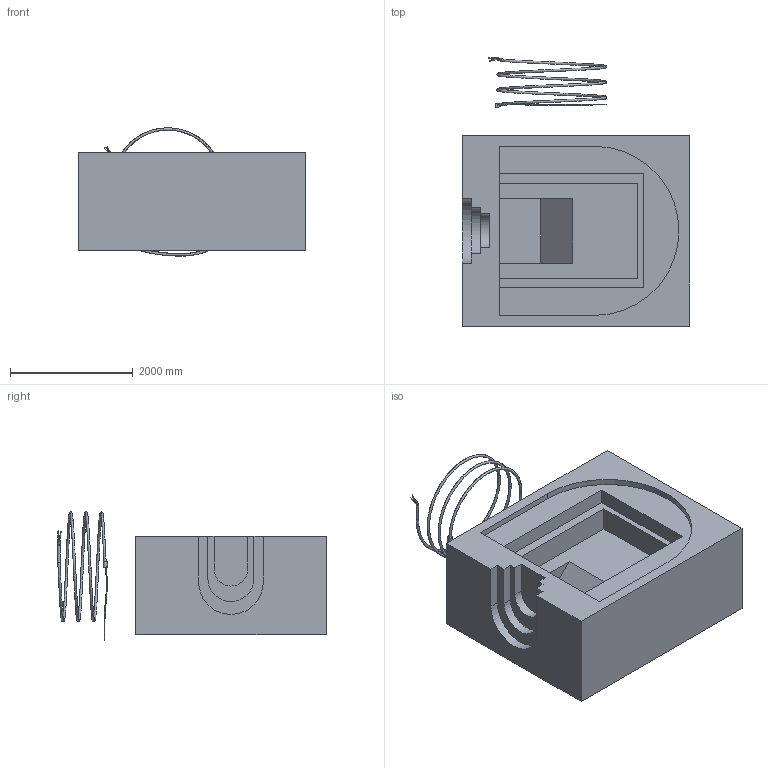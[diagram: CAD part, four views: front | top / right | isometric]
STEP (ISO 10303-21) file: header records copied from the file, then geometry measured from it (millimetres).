
FILE_DESCRIPTION(/* description */ (''),/* implementation_level */ '2;1');
FILE_NAME(/* name */ '13846.000X_3D.stp',/* time_stamp */ '2025-02-21T13:29:21+01:00',/* author */ ('c.rudolph'),/* organization */ (''),/* preprocessor_version */ 'ST-DEVELOPER v20',/* originating_system */ 'AutoCAD Mechanical',/* authorisation */ '');
FILE_SCHEMA (('AUTOMOTIVE_DESIGN { 1 0 10303 214 3 1 1 }'));
Length unit declared in the file: centimetre
Products named in the file (2): Product; *S0
Assembly tree (1 placements, depth 2):
  Product
    *S0
Bounding box: 3700 x 4365.85 x 2086.18 mm (x, y, z)
Volume: 14299907415.2 mm3; surface area: 55749060.8 mm2
Topology: 11 solids, 11 shells, 79 faces, 165 edges, 111 vertices
Faces by surface type: plane 57, cylinder 13, bspline 8, torus 1
Full cylindrical faces by diameter (mm): 9.571 x3, 19.142 x3, 37.5 x2, 70.808 x1
Entity records: 6724 total; most frequent: CARTESIAN_POINT 4952, ORIENTED_EDGE 326, DIRECTION 326, EDGE_CURVE 163, LINE 110, VECTOR 110, AXIS2_PLACEMENT_3D 108, VERTEX_POINT 107
